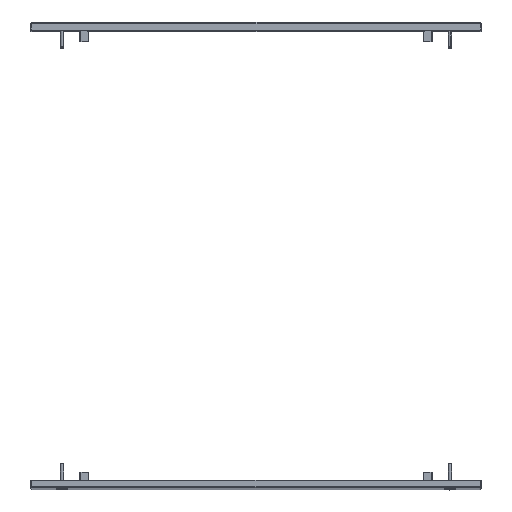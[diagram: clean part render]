
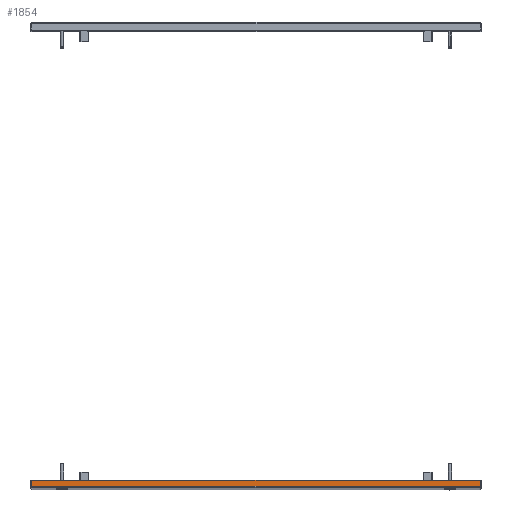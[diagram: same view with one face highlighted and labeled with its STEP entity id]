
A CAD part, top view. The second image highlights one B-rep face of the part: STEP entity #1854.
In plain terms, the highlighted planar face has unit normal (0, 0, 1).
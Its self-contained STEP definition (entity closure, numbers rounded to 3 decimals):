
#310 = CARTESIAN_POINT ( 'NONE',  ( -807.2, 14., 1003.5 ) ) ;
#953 = VERTEX_POINT ( 'NONE', #5448 ) ;
#1172 = LINE ( 'NONE', #310, #7030 ) ;
#1216 = DIRECTION ( 'NONE',  ( 0., 1., 0. ) ) ;
#1454 = EDGE_CURVE ( 'NONE', #6673, #5126, #5679, .T. ) ;
#1506 = ORIENTED_EDGE ( 'NONE', *, *, #5978, .F. ) ;
#1751 = CARTESIAN_POINT ( 'NONE',  ( -810., 14., 1003.5 ) ) ;
#1854 = ADVANCED_FACE ( 'NONE', ( #2144 ), #7524, .T. ) ;
#2053 = CARTESIAN_POINT ( 'NONE',  ( 0., 14., 1003.5 ) ) ;
#2144 = FACE_OUTER_BOUND ( 'NONE', #2615, .T. ) ;
#2423 = LINE ( 'NONE', #4473, #2493 ) ;
#2445 = LINE ( 'NONE', #6006, #7292 ) ;
#2493 = VECTOR ( 'NONE', #1216, 1000. ) ;
#2615 = EDGE_LOOP ( 'NONE', ( #1506, #6302, #7865, #4896, #6541, #8409 ) ) ;
#2819 = DIRECTION ( 'NONE',  ( 1., 0., 0. ) ) ;
#2830 = DIRECTION ( 'NONE',  ( -1., 0., 0. ) ) ;
#2833 = LINE ( 'NONE', #3714, #7892 ) ;
#3714 = CARTESIAN_POINT ( 'NONE',  ( 0., 14., 1003.5 ) ) ;
#3824 = CARTESIAN_POINT ( 'NONE',  ( 0., 2.8, 1003.5 ) ) ;
#4411 = EDGE_CURVE ( 'NONE', #6673, #8778, #2445, .T. ) ;
#4473 = CARTESIAN_POINT ( 'NONE',  ( -810., 2.8, 1003.5 ) ) ;
#4623 = DIRECTION ( 'NONE',  ( 1., 0., 0. ) ) ;
#4876 = CARTESIAN_POINT ( 'NONE',  ( -810., 2.8, 1003.5 ) ) ;
#4896 = ORIENTED_EDGE ( 'NONE', *, *, #4411, .T. ) ;
#5126 = VERTEX_POINT ( 'NONE', #4876 ) ;
#5136 = CARTESIAN_POINT ( 'NONE',  ( -2.8, 2.8, 1003.5 ) ) ;
#5259 = DIRECTION ( 'NONE',  ( -1., 0., 0. ) ) ;
#5420 = CARTESIAN_POINT ( 'NONE',  ( -807.2, 2.8, 1003.5 ) ) ;
#5448 = CARTESIAN_POINT ( 'NONE',  ( 0., 2.8, 1003.5 ) ) ;
#5581 = CARTESIAN_POINT ( 'NONE',  ( 0., 0., 1003.5 ) ) ;
#5596 = DIRECTION ( 'NONE',  ( 0., -1., 0. ) ) ;
#5679 = LINE ( 'NONE', #7000, #6154 ) ;
#5713 = AXIS2_PLACEMENT_3D ( 'NONE', #5581, #8289, #2819 ) ;
#5849 = EDGE_CURVE ( 'NONE', #7425, #953, #2833, .T. ) ;
#5978 = EDGE_CURVE ( 'NONE', #6986, #7425, #1172, .T. ) ;
#5982 = EDGE_CURVE ( 'NONE', #5126, #6986, #2423, .T. ) ;
#6006 = CARTESIAN_POINT ( 'NONE',  ( 0., 2.8, 1003.5 ) ) ;
#6154 = VECTOR ( 'NONE', #2830, 1000. ) ;
#6302 = ORIENTED_EDGE ( 'NONE', *, *, #5982, .F. ) ;
#6541 = ORIENTED_EDGE ( 'NONE', *, *, #8005, .F. ) ;
#6673 = VERTEX_POINT ( 'NONE', #5420 ) ;
#6986 = VERTEX_POINT ( 'NONE', #1751 ) ;
#7000 = CARTESIAN_POINT ( 'NONE',  ( -807.2, 2.8, 1003.5 ) ) ;
#7030 = VECTOR ( 'NONE', #7265, 1000. ) ;
#7265 = DIRECTION ( 'NONE',  ( 1., 0., 0. ) ) ;
#7292 = VECTOR ( 'NONE', #4623, 1000. ) ;
#7359 = VECTOR ( 'NONE', #5259, 1000. ) ;
#7425 = VERTEX_POINT ( 'NONE', #2053 ) ;
#7524 = PLANE ( 'NONE',  #5713 ) ;
#7820 = LINE ( 'NONE', #3824, #7359 ) ;
#7865 = ORIENTED_EDGE ( 'NONE', *, *, #1454, .F. ) ;
#7892 = VECTOR ( 'NONE', #5596, 1000. ) ;
#8005 = EDGE_CURVE ( 'NONE', #953, #8778, #7820, .T. ) ;
#8289 = DIRECTION ( 'NONE',  ( 0., 0., 1. ) ) ;
#8409 = ORIENTED_EDGE ( 'NONE', *, *, #5849, .F. ) ;
#8778 = VERTEX_POINT ( 'NONE', #5136 ) ;
